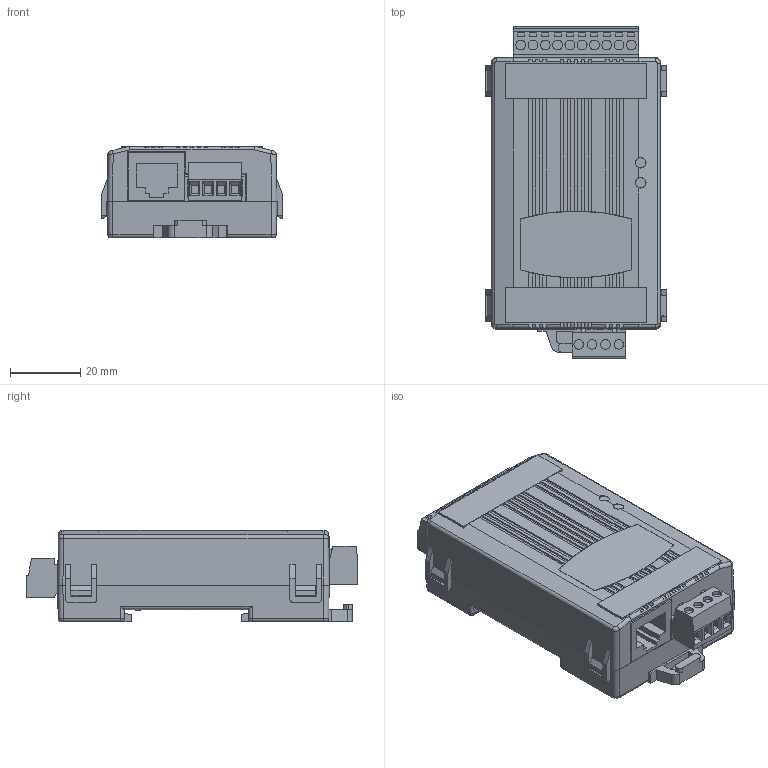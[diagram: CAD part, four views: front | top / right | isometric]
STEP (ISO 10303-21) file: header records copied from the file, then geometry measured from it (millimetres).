
FILE_DESCRIPTION (( 'STEP AP203' ), '1' );
FILE_NAME ('tET-P2R2.STEP', '2024-02-15T00:46:32', ( 'Windows 使用者' ), ( '' ), 'SwSTEP 2.0', 'SolidWorks 2020', '' );
FILE_SCHEMA (( 'CONFIG_CONTROL_DESIGN' ));
Length unit declared in the file: millimetre
Products named in the file (15): TNS-200IN_PCB; 4SIV1W0000010; VD-043130000AG_90D; tds-03.sldasm-Part-2; 導光柱; 2DSD008_MK-22D10; MC420-35010_90; VE-043131000AG; tds-03.sldasm-Part-1; VD-043130000AG; 2DJ029; ME030-35010; tSL-PA4R1_PCB; tET-P2R2; MC420-35010
Assembly tree (15 placements, depth 4):
  tET-P2R2
    tSL-PA4R1_PCB
      TNS-200IN_PCB
      2DJ029
      VD-043130000AG_90D
        VE-043131000AG
        VD-043130000AG
      MC420-35010_90
        ME030-35010
        MC420-35010
      2DSD008_MK-22D10
    tds-03.sldasm-Part-1
    tds-03.sldasm-Part-2
    4SIV1W0000010
    導光柱  x2
Bounding box: 51.6 x 94.6 x 26.2 mm (x, y, z)
Volume: 38884.3 mm3; surface area: 47572 mm2
Topology: 12 solids, 12 shells, 1632 faces, 4156 edges, 2658 vertices
Faces by surface type: plane 1436, cylinder 156, sphere 16, torus 8, cone 8, bspline 8
Entity records: 49863 total; most frequent: CARTESIAN_POINT 8912, ORIENTED_EDGE 8288, DIRECTION 7730, EDGE_CURVE 4144, VECTOR 3674, LINE 3674, VERTEX_POINT 2650, AXIS2_PLACEMENT_3D 2028
